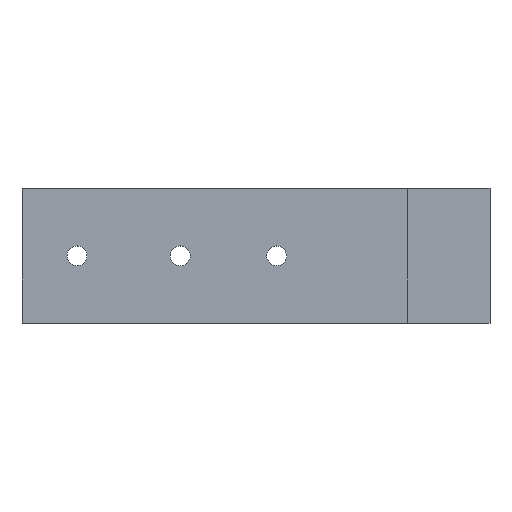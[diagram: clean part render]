
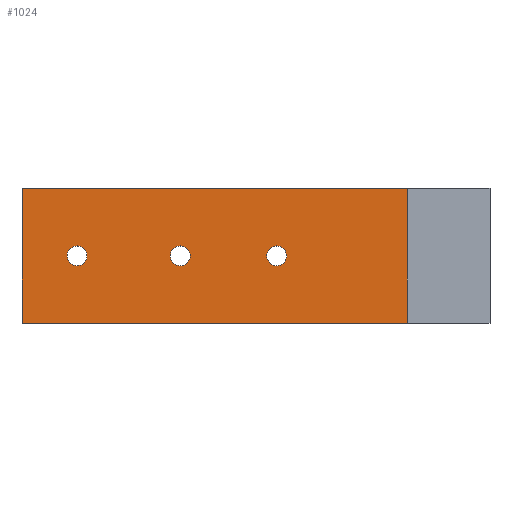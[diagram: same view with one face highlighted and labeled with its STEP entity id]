
A CAD part, top view. The second image highlights one B-rep face of the part: STEP entity #1024.
In plain terms, the highlighted planar face has unit normal (0, 0, 1).
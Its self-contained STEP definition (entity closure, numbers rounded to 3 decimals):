
#27=FACE_BOUND('',#148,.T.);
#28=FACE_BOUND('',#149,.T.);
#29=FACE_BOUND('',#150,.T.);
#51=PLANE('',#1099);
#89=FACE_OUTER_BOUND('',#147,.T.);
#147=EDGE_LOOP('',(#717,#718,#719,#720));
#148=EDGE_LOOP('',(#721));
#149=EDGE_LOOP('',(#722));
#150=EDGE_LOOP('',(#723));
#229=CIRCLE('',#1100,1.8);
#230=CIRCLE('',#1101,1.8);
#231=CIRCLE('',#1102,1.8);
#267=LINE('',#1541,#365);
#268=LINE('',#1543,#366);
#269=LINE('',#1545,#367);
#270=LINE('',#1546,#368);
#365=VECTOR('',#1203,10.);
#366=VECTOR('',#1204,10.);
#367=VECTOR('',#1205,10.);
#368=VECTOR('',#1206,10.);
#471=VERTEX_POINT('',#1539);
#472=VERTEX_POINT('',#1540);
#473=VERTEX_POINT('',#1542);
#474=VERTEX_POINT('',#1544);
#475=VERTEX_POINT('',#1547);
#476=VERTEX_POINT('',#1549);
#477=VERTEX_POINT('',#1551);
#570=EDGE_CURVE('',#471,#472,#267,.T.);
#571=EDGE_CURVE('',#472,#473,#268,.T.);
#572=EDGE_CURVE('',#473,#474,#269,.T.);
#573=EDGE_CURVE('',#474,#471,#270,.T.);
#574=EDGE_CURVE('',#475,#475,#229,.T.);
#575=EDGE_CURVE('',#476,#476,#230,.T.);
#576=EDGE_CURVE('',#477,#477,#231,.T.);
#717=ORIENTED_EDGE('',*,*,#570,.T.);
#718=ORIENTED_EDGE('',*,*,#571,.T.);
#719=ORIENTED_EDGE('',*,*,#572,.T.);
#720=ORIENTED_EDGE('',*,*,#573,.T.);
#721=ORIENTED_EDGE('',*,*,#574,.T.);
#722=ORIENTED_EDGE('',*,*,#575,.T.);
#723=ORIENTED_EDGE('',*,*,#576,.T.);
#1024=ADVANCED_FACE('',(#89,#27,#28,#29),#51,.T.);
#1099=AXIS2_PLACEMENT_3D('',#1538,#1201,#1202);
#1100=AXIS2_PLACEMENT_3D('',#1548,#1207,#1208);
#1101=AXIS2_PLACEMENT_3D('',#1550,#1209,#1210);
#1102=AXIS2_PLACEMENT_3D('',#1552,#1211,#1212);
#1201=DIRECTION('center_axis',(0.,0.,1.));
#1202=DIRECTION('ref_axis',(1.,0.,0.));
#1203=DIRECTION('',(1.,0.,0.));
#1204=DIRECTION('',(0.,1.,0.));
#1205=DIRECTION('',(-1.,0.,0.));
#1206=DIRECTION('',(0.,-1.,0.));
#1207=DIRECTION('center_axis',(0.,0.,-1.));
#1208=DIRECTION('ref_axis',(-1.,0.,0.));
#1209=DIRECTION('center_axis',(0.,0.,-1.));
#1210=DIRECTION('ref_axis',(-1.,0.,0.));
#1211=DIRECTION('center_axis',(0.,0.,-1.));
#1212=DIRECTION('ref_axis',(-1.,0.,0.));
#1538=CARTESIAN_POINT('Origin',(-70.,0.,17.));
#1539=CARTESIAN_POINT('',(-70.,0.,17.));
#1540=CARTESIAN_POINT('',(0.,0.,17.));
#1541=CARTESIAN_POINT('',(-70.,0.,17.));
#1542=CARTESIAN_POINT('',(0.,24.5,17.));
#1543=CARTESIAN_POINT('',(0.,0.,17.));
#1544=CARTESIAN_POINT('',(-70.,24.5,17.));
#1545=CARTESIAN_POINT('',(-70.,24.5,17.));
#1546=CARTESIAN_POINT('',(-70.,0.,17.));
#1547=CARTESIAN_POINT('',(-39.45,12.25,17.));
#1548=CARTESIAN_POINT('Origin',(-41.25,12.25,17.));
#1549=CARTESIAN_POINT('',(-21.95,12.25,17.));
#1550=CARTESIAN_POINT('Origin',(-23.75,12.25,17.));
#1551=CARTESIAN_POINT('',(-58.2,12.25,17.));
#1552=CARTESIAN_POINT('Origin',(-60.,12.25,17.));
